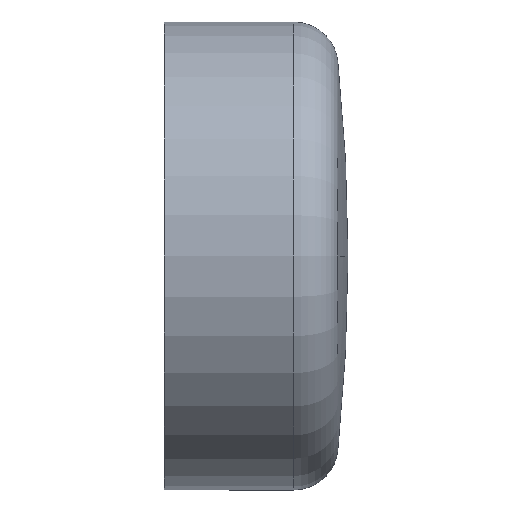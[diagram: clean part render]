
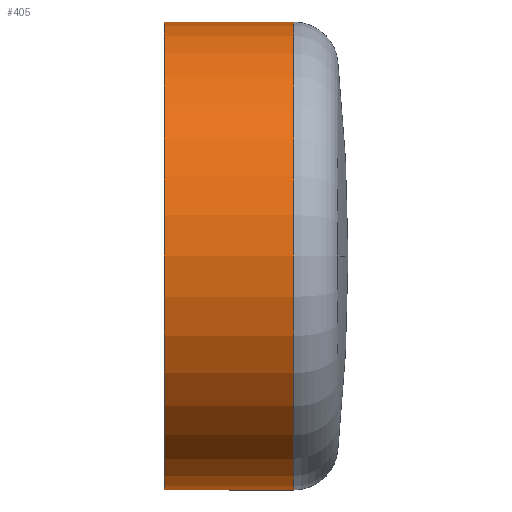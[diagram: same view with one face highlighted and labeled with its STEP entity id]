
A CAD part, left-side view. The second image highlights one B-rep face of the part: STEP entity #405.
In plain terms, the highlighted cylindrical face has radius 8.077 mm (diameter 16.154 mm), a partial arc.
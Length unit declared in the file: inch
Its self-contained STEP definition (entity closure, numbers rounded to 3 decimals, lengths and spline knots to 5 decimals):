
#4 = AXIS2_PLACEMENT_3D ( 'NONE', #114, #347, #146 ) ;
#12 = VERTEX_POINT ( 'NONE', #371 ) ;
#21 = ORIENTED_EDGE ( 'NONE', *, *, #338, .F. ) ;
#66 = CARTESIAN_POINT ( 'NONE',  ( 0., 0.25, 0.318 ) ) ;
#89 = ORIENTED_EDGE ( 'NONE', *, *, #123, .T. ) ;
#96 = DIRECTION ( 'NONE',  ( 0., 0., 1. ) ) ;
#114 = CARTESIAN_POINT ( 'NONE',  ( 0., 0.07347, 0. ) ) ;
#123 = EDGE_CURVE ( 'NONE', #12, #331, #389, .T. ) ;
#133 = EDGE_LOOP ( 'NONE', ( #365, #89, #373, #21 ) ) ;
#146 = DIRECTION ( 'NONE',  ( 0., 0., 1. ) ) ;
#149 = VECTOR ( 'NONE', #321, 39.37008 ) ;
#157 = DIRECTION ( 'NONE',  ( 0., 0., 1. ) ) ;
#159 = CIRCLE ( 'NONE', #423, 0.318 ) ;
#186 = DIRECTION ( 'NONE',  ( 0., 1., 0. ) ) ;
#188 = EDGE_CURVE ( 'NONE', #331, #386, #380, .T. ) ;
#214 = DIRECTION ( 'NONE',  ( 0., 1., 0. ) ) ;
#215 = CARTESIAN_POINT ( 'NONE',  ( 0., 2.97313, 0.318 ) ) ;
#234 = AXIS2_PLACEMENT_3D ( 'NONE', #329, #253, #96 ) ;
#253 = DIRECTION ( 'NONE',  ( 0., 1., 0. ) ) ;
#289 = CARTESIAN_POINT ( 'NONE',  ( 0., 0.25, -0.318 ) ) ;
#316 = CARTESIAN_POINT ( 'NONE',  ( 0., 0.07347, 0.318 ) ) ;
#321 = DIRECTION ( 'NONE',  ( 0., 1., 0. ) ) ;
#323 = LINE ( 'NONE', #420, #149 ) ;
#326 = CARTESIAN_POINT ( 'NONE',  ( 0., 0.25, 0. ) ) ;
#329 = CARTESIAN_POINT ( 'NONE',  ( 0., 2.97313, 0. ) ) ;
#331 = VERTEX_POINT ( 'NONE', #316 ) ;
#338 = EDGE_CURVE ( 'NONE', #388, #386, #159, .T. ) ;
#347 = DIRECTION ( 'NONE',  ( 0., 1., 0. ) ) ;
#348 = EDGE_CURVE ( 'NONE', #12, #388, #323, .T. ) ;
#365 = ORIENTED_EDGE ( 'NONE', *, *, #348, .F. ) ;
#368 = VECTOR ( 'NONE', #214, 39.37008 ) ;
#371 = CARTESIAN_POINT ( 'NONE',  ( 0., 0.07347, -0.318 ) ) ;
#373 = ORIENTED_EDGE ( 'NONE', *, *, #188, .T. ) ;
#380 = LINE ( 'NONE', #215, #368 ) ;
#385 = CYLINDRICAL_SURFACE ( 'NONE', #234, 0.318 ) ;
#386 = VERTEX_POINT ( 'NONE', #66 ) ;
#388 = VERTEX_POINT ( 'NONE', #289 ) ;
#389 = CIRCLE ( 'NONE', #4, 0.318 ) ;
#393 = FACE_OUTER_BOUND ( 'NONE', #133, .T. ) ;
#405 = ADVANCED_FACE ( 'NONE', ( #393 ), #385, .T. ) ;
#420 = CARTESIAN_POINT ( 'NONE',  ( 0., 2.97313, -0.318 ) ) ;
#423 = AXIS2_PLACEMENT_3D ( 'NONE', #326, #186, #157 ) ;
